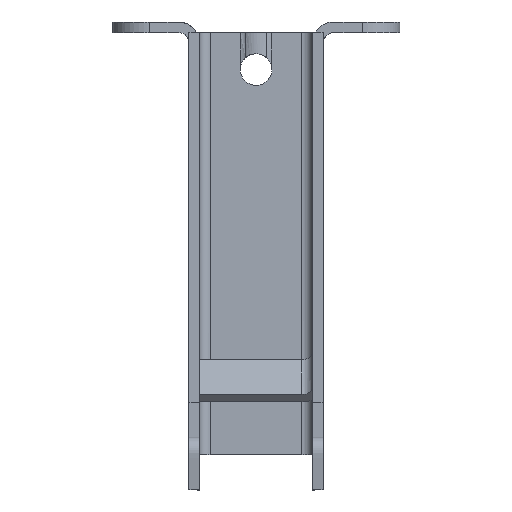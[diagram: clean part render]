
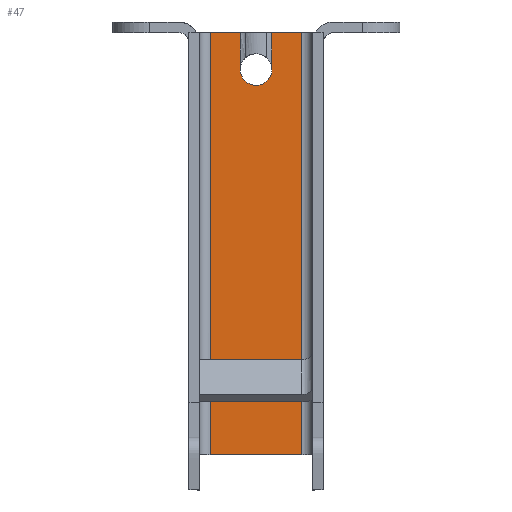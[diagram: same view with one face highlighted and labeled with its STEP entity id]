
A CAD part, left-side view. The second image highlights one B-rep face of the part: STEP entity #47.
In plain terms, the highlighted planar face has unit normal (-1, 0, 0).
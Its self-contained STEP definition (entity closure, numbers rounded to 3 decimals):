
#47=ADVANCED_FACE('',(#139),#1593,.T.);
#139=FACE_OUTER_BOUND('',#231,.T.);
#231=EDGE_LOOP('',(#376,#377,#378,#379,#380,#381,#382,#383));
#376=ORIENTED_EDGE('',*,*,#917,.F.);
#377=ORIENTED_EDGE('',*,*,#934,.F.);
#378=ORIENTED_EDGE('',*,*,#933,.T.);
#379=ORIENTED_EDGE('',*,*,#1038,.F.);
#380=ORIENTED_EDGE('',*,*,#932,.F.);
#381=ORIENTED_EDGE('',*,*,#935,.F.);
#382=ORIENTED_EDGE('',*,*,#913,.T.);
#383=ORIENTED_EDGE('',*,*,#1063,.F.);
#913=EDGE_CURVE('',#1494,#1541,#1285,.T.);
#917=EDGE_CURVE('',#1498,#1543,#1289,.T.);
#932=EDGE_CURVE('',#1524,#1525,#1158,.T.);
#933=EDGE_CURVE('',#1527,#1526,#1159,.T.);
#934=EDGE_CURVE('',#1527,#1498,#1160,.T.);
#935=EDGE_CURVE('',#1494,#1524,#1161,.T.);
#1038=EDGE_CURVE('',#1525,#1526,#1366,.T.);
#1063=EDGE_CURVE('',#1543,#1541,#1204,.T.);
#1158=B_SPLINE_CURVE_WITH_KNOTS('',1,(#2641,#2642),.UNSPECIFIED.,.F.,.F.,
(2,2),(-6.5,-3.),.UNSPECIFIED.);
#1159=B_SPLINE_CURVE_WITH_KNOTS('',1,(#2643,#2644),.UNSPECIFIED.,.F.,.F.,
(2,2),(14.5,18.),.UNSPECIFIED.);
#1160=B_SPLINE_CURVE_WITH_KNOTS('',1,(#2645,#2646),.UNSPECIFIED.,.F.,.F.,
(2,2),(-9.7,-4.),.UNSPECIFIED.);
#1161=B_SPLINE_CURVE_WITH_KNOTS('',1,(#2647,#2648),.UNSPECIFIED.,.F.,.F.,
(2,2),(-21.4,-15.7),.UNSPECIFIED.);
#1204=B_SPLINE_CURVE_WITH_KNOTS('',1,(#3059,#3060),.UNSPECIFIED.,.F.,.F.,
(2,2),(3.404,10.167),.UNSPECIFIED.);
#1285=(
BOUNDED_CURVE()
B_SPLINE_CURVE(1,(#2598,#2599),.UNSPECIFIED.,.F.,.F.)
B_SPLINE_CURVE_WITH_KNOTS((2,2),(0.,39.974),.UNSPECIFIED.)
CURVE()
GEOMETRIC_REPRESENTATION_ITEM()
RATIONAL_B_SPLINE_CURVE((1.,1.))
REPRESENTATION_ITEM('')
);
#1289=(
BOUNDED_CURVE()
B_SPLINE_CURVE(1,(#2608,#2609),.UNSPECIFIED.,.F.,.F.)
B_SPLINE_CURVE_WITH_KNOTS((2,2),(0.,39.974),.UNSPECIFIED.)
CURVE()
GEOMETRIC_REPRESENTATION_ITEM()
RATIONAL_B_SPLINE_CURVE((1.,1.))
REPRESENTATION_ITEM('')
);
#1366=(
BOUNDED_CURVE()
B_SPLINE_CURVE(2,(#2950,#2951,#2952,#2953,#2954),.UNSPECIFIED.,.F.,.F.)
B_SPLINE_CURVE_WITH_KNOTS((3,2,3),(-9.425,-7.069,
-4.712),.UNSPECIFIED.)
CURVE()
GEOMETRIC_REPRESENTATION_ITEM()
RATIONAL_B_SPLINE_CURVE((1.,0.707,1.,0.707,1.))
REPRESENTATION_ITEM('')
);
#1494=VERTEX_POINT('',#2343);
#1498=VERTEX_POINT('',#2347);
#1524=VERTEX_POINT('',#2373);
#1525=VERTEX_POINT('',#2374);
#1526=VERTEX_POINT('',#2375);
#1527=VERTEX_POINT('',#2376);
#1541=VERTEX_POINT('',#2390);
#1543=VERTEX_POINT('',#2392);
#1593=PLANE('',#1705);
#1705=AXIS2_PLACEMENT_3D('',#1897,#1751,$);
#1751=DIRECTION('',(-1.,0.,0.));
#1897=CARTESIAN_POINT('',(20.9,-5.307,52.933));
#2343=CARTESIAN_POINT('',(20.9,4.35,48.5));
#2347=CARTESIAN_POINT('',(20.9,-4.35,48.5));
#2373=CARTESIAN_POINT('',(20.9,1.5,48.5));
#2374=CARTESIAN_POINT('',(20.9,1.5,45.));
#2375=CARTESIAN_POINT('',(20.9,-1.5,45.));
#2376=CARTESIAN_POINT('',(20.9,-1.5,48.5));
#2390=CARTESIAN_POINT('',(20.9,4.35,8.526));
#2392=CARTESIAN_POINT('',(20.9,-4.35,8.526));
#2598=CARTESIAN_POINT('',(20.9,4.35,48.5));
#2599=CARTESIAN_POINT('',(20.9,4.35,8.526));
#2608=CARTESIAN_POINT('',(20.9,-4.35,48.5));
#2609=CARTESIAN_POINT('',(20.9,-4.35,8.526));
#2641=CARTESIAN_POINT('',(20.9,1.5,48.5));
#2642=CARTESIAN_POINT('',(20.9,1.5,45.));
#2643=CARTESIAN_POINT('',(20.9,-1.5,48.5));
#2644=CARTESIAN_POINT('',(20.9,-1.5,45.));
#2645=CARTESIAN_POINT('',(20.9,-1.5,48.5));
#2646=CARTESIAN_POINT('',(20.9,-4.35,48.5));
#2647=CARTESIAN_POINT('',(20.9,4.35,48.5));
#2648=CARTESIAN_POINT('',(20.9,1.5,48.5));
#2950=CARTESIAN_POINT('',(20.9,1.5,45.));
#2951=CARTESIAN_POINT('',(20.9,1.5,43.5));
#2952=CARTESIAN_POINT('',(20.9,0.,43.5));
#2953=CARTESIAN_POINT('',(20.9,-1.5,43.5));
#2954=CARTESIAN_POINT('',(20.9,-1.5,45.));
#3059=CARTESIAN_POINT('',(20.9,-4.35,8.526));
#3060=CARTESIAN_POINT('',(20.9,4.35,8.526));
